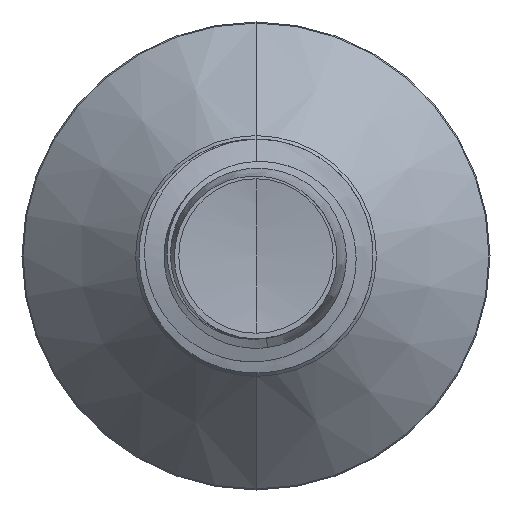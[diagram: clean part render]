
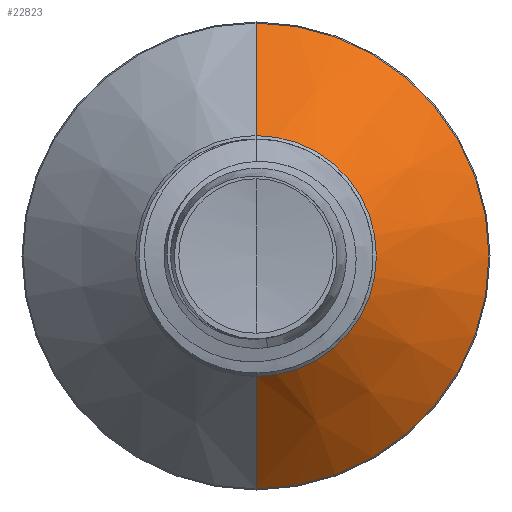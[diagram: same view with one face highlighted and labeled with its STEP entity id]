
A CAD part, front view. The second image highlights one B-rep face of the part: STEP entity #22823.
In plain terms, the highlighted conical face has half-angle 45 degrees and reference radius 3.088 mm.
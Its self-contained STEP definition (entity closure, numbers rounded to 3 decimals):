
#260 = ORIENTED_EDGE ( 'NONE', *, *, #14165, .F. ) ;
#436 = ORIENTED_EDGE ( 'NONE', *, *, #23183, .F. ) ;
#2504 = VECTOR ( 'NONE', #21962, 1000. ) ;
#3095 = LINE ( 'NONE', #10608, #2504 ) ;
#4657 = DIRECTION ( 'NONE',  ( 0., 1., 0. ) ) ;
#5173 = CARTESIAN_POINT ( 'NONE',  ( 0., 15.239, 3.089 ) ) ;
#5521 = EDGE_CURVE ( 'NONE', #8758, #13749, #10802, .T. ) ;
#6014 = FACE_OUTER_BOUND ( 'NONE', #12608, .T. ) ;
#6080 = DIRECTION ( 'NONE',  ( 0., 1., 0. ) ) ;
#7020 = DIRECTION ( 'NONE',  ( 0., 1., 0. ) ) ;
#7289 = EDGE_CURVE ( 'NONE', #13749, #18115, #3095, .T. ) ;
#8758 = VERTEX_POINT ( 'NONE', #13070 ) ;
#8972 = DIRECTION ( 'NONE',  ( 0., 0.707, 0.707 ) ) ;
#10462 = CONICAL_SURFACE ( 'NONE', #17434, 3.089, 0.785 ) ;
#10601 = CARTESIAN_POINT ( 'NONE',  ( 0., 18.124, 5.974 ) ) ;
#10608 = CARTESIAN_POINT ( 'NONE',  ( 0., 15.239, -3.089 ) ) ;
#10802 = CIRCLE ( 'NONE', #22127, 3.089 ) ;
#10859 = DIRECTION ( 'NONE',  ( 0., 0., 1. ) ) ;
#11856 = AXIS2_PLACEMENT_3D ( 'NONE', #16050, #4657, #17938 ) ;
#12608 = EDGE_LOOP ( 'NONE', ( #24105, #13420, #436, #260 ) ) ;
#12747 = CARTESIAN_POINT ( 'NONE',  ( 0., 18.124, -5.974 ) ) ;
#12892 = LINE ( 'NONE', #5173, #16174 ) ;
#13070 = CARTESIAN_POINT ( 'NONE',  ( 0., 15.239, 3.089 ) ) ;
#13420 = ORIENTED_EDGE ( 'NONE', *, *, #7289, .T. ) ;
#13749 = VERTEX_POINT ( 'NONE', #22005 ) ;
#14165 = EDGE_CURVE ( 'NONE', #8758, #20516, #12892, .T. ) ;
#16050 = CARTESIAN_POINT ( 'NONE',  ( 0., 18.124, 0. ) ) ;
#16142 = CIRCLE ( 'NONE', #11856, 5.974 ) ;
#16174 = VECTOR ( 'NONE', #8972, 1000. ) ;
#17434 = AXIS2_PLACEMENT_3D ( 'NONE', #22219, #7020, #10859 ) ;
#17477 = CARTESIAN_POINT ( 'NONE',  ( 0., 15.239, 0. ) ) ;
#17938 = DIRECTION ( 'NONE',  ( 0., 0., 1. ) ) ;
#18115 = VERTEX_POINT ( 'NONE', #12747 ) ;
#19376 = DIRECTION ( 'NONE',  ( 0., 0., 1. ) ) ;
#20516 = VERTEX_POINT ( 'NONE', #10601 ) ;
#21962 = DIRECTION ( 'NONE',  ( 0., 0.707, -0.707 ) ) ;
#22005 = CARTESIAN_POINT ( 'NONE',  ( 0., 15.239, -3.089 ) ) ;
#22127 = AXIS2_PLACEMENT_3D ( 'NONE', #17477, #6080, #19376 ) ;
#22219 = CARTESIAN_POINT ( 'NONE',  ( 0., 15.239, 0. ) ) ;
#22823 = ADVANCED_FACE ( 'NONE', ( #6014 ), #10462, .T. ) ;
#23183 = EDGE_CURVE ( 'NONE', #20516, #18115, #16142, .T. ) ;
#24105 = ORIENTED_EDGE ( 'NONE', *, *, #5521, .T. ) ;
